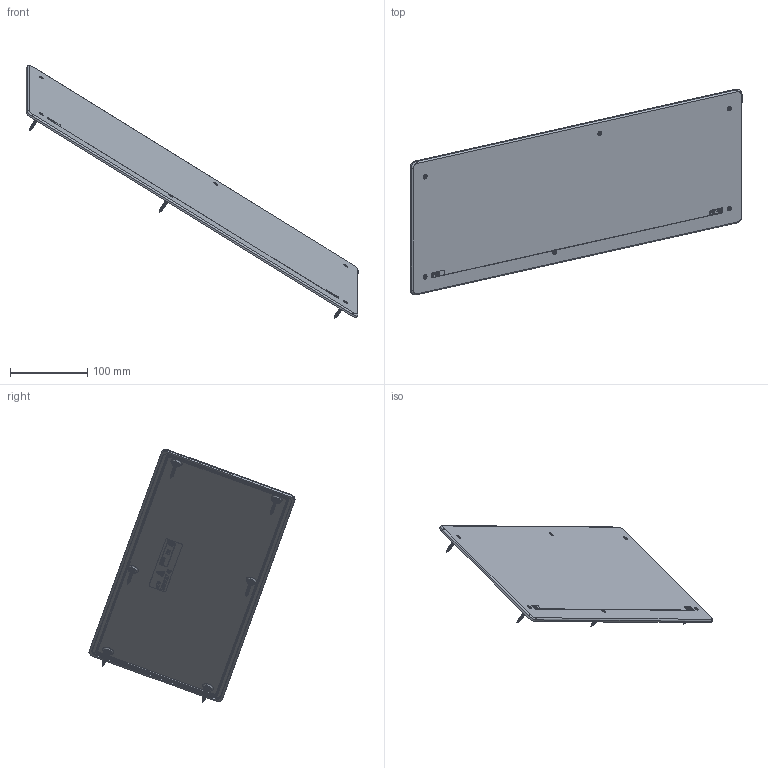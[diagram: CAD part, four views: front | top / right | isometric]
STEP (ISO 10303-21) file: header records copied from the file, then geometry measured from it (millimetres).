
FILE_DESCRIPTION(('CATIA V5 STEP Exchange'),'2;1');
FILE_NAME('BL09C.stp','2023-09-25T09:47:48+00:00',('none'),('none'),'CATIA Version 5-6 Release 2016 SP6','CATIA V5 STEP AP203','none');
FILE_SCHEMA(('CONFIG_CONTROL_DESIGN'));
Length unit declared in the file: millimetre
Products named in the file (1): BL09C
Assembly tree (8 placements, depth 2):
  BL09C
    #57
    #101
    #28580  x6
Bounding box: 431.05 x 267.57 x 328.4 mm (x, y, z)
Volume: 189287.7 mm3; surface area: 205695.7 mm2
Topology: 7 solids, 7 shells, 1619 faces, 4397 edges, 2874 vertices
Faces by surface type: plane 862, cylinder 439, cone 112, torus 100, bspline 44, extrusion 38, sphere 24
Entity records: 33616 total; most frequent: CARTESIAN_POINT 8505, ORIENTED_EDGE 5656, DIRECTION 4188, EDGE_CURVE 2828, VECTOR 2071, LINE 2033, VERTEX_POINT 1850, AXIS2_PLACEMENT_3D 1330
